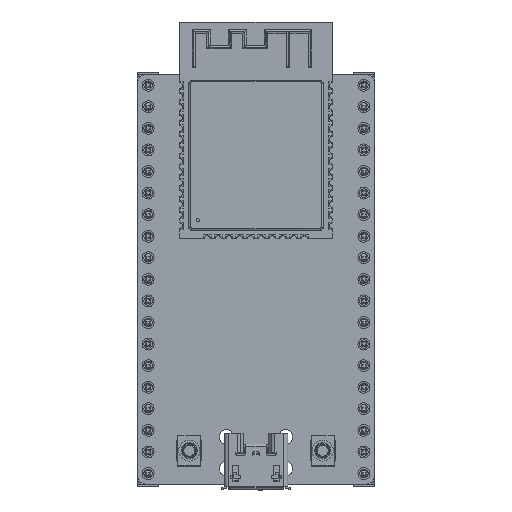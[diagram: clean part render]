
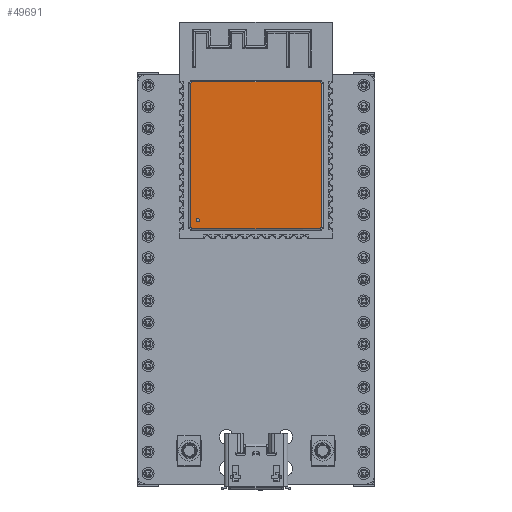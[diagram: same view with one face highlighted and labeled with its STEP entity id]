
A CAD part, top view. The second image highlights one B-rep face of the part: STEP entity #49691.
In plain terms, the highlighted face is planar.
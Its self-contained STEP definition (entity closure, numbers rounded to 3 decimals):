
#725=FACE_BOUND('',#7147,.T.);
#1363=PLANE('',#53177);
#4066=FACE_OUTER_BOUND('',#7146,.T.);
#7146=EDGE_LOOP('',(#37828,#37829,#37830,#37831,#37832,#37833,#37834,#37835));
#7147=EDGE_LOOP('',(#37836));
#10880=LINE('',#73045,#17202);
#10881=LINE('',#73046,#17203);
#10882=LINE('',#73048,#17204);
#10883=LINE('',#73052,#17205);
#17202=VECTOR('',#59249,1000.);
#17203=VECTOR('',#59250,1000.);
#17204=VECTOR('',#59251,1000.);
#17205=VECTOR('',#59254,1000.);
#22441=CIRCLE('',#53169,0.15);
#22443=CIRCLE('',#53172,0.15);
#22446=CIRCLE('',#53176,0.2);
#22447=CIRCLE('',#53178,0.15);
#22448=CIRCLE('',#53179,0.15);
#23968=VERTEX_POINT('',#73012);
#23969=VERTEX_POINT('',#73013);
#23974=VERTEX_POINT('',#73025);
#23975=VERTEX_POINT('',#73026);
#23981=VERTEX_POINT('',#73040);
#23982=VERTEX_POINT('',#73044);
#23983=VERTEX_POINT('',#73047);
#23984=VERTEX_POINT('',#73049);
#23985=VERTEX_POINT('',#73051);
#29031=EDGE_CURVE('',#23968,#23969,#22441,.T.);
#29037=EDGE_CURVE('',#23974,#23975,#22443,.T.);
#29045=EDGE_CURVE('',#23981,#23981,#22446,.T.);
#29046=EDGE_CURVE('',#23969,#23982,#10880,.T.);
#29047=EDGE_CURVE('',#23975,#23968,#10881,.T.);
#29048=EDGE_CURVE('',#23983,#23974,#10882,.T.);
#29049=EDGE_CURVE('',#23984,#23983,#22447,.T.);
#29050=EDGE_CURVE('',#23985,#23984,#10883,.T.);
#29051=EDGE_CURVE('',#23982,#23985,#22448,.T.);
#37828=ORIENTED_EDGE('',*,*,#29046,.F.);
#37829=ORIENTED_EDGE('',*,*,#29031,.F.);
#37830=ORIENTED_EDGE('',*,*,#29047,.F.);
#37831=ORIENTED_EDGE('',*,*,#29037,.F.);
#37832=ORIENTED_EDGE('',*,*,#29048,.F.);
#37833=ORIENTED_EDGE('',*,*,#29049,.F.);
#37834=ORIENTED_EDGE('',*,*,#29050,.F.);
#37835=ORIENTED_EDGE('',*,*,#29051,.F.);
#37836=ORIENTED_EDGE('',*,*,#29045,.F.);
#49691=ADVANCED_FACE('',(#4066,#725),#1363,.F.);
#53169=AXIS2_PLACEMENT_3D('',#73014,#59222,#59223);
#53172=AXIS2_PLACEMENT_3D('',#73027,#59232,#59233);
#53176=AXIS2_PLACEMENT_3D('',#73042,#59245,#59246);
#53177=AXIS2_PLACEMENT_3D('',#73043,#59247,#59248);
#53178=AXIS2_PLACEMENT_3D('',#73050,#59252,#59253);
#53179=AXIS2_PLACEMENT_3D('',#73053,#59255,#59256);
#59222=DIRECTION('center_axis',(0.,1.,0.));
#59223=DIRECTION('ref_axis',(0.,0.,-1.));
#59232=DIRECTION('center_axis',(0.,1.,0.));
#59233=DIRECTION('ref_axis',(0.,0.,-1.));
#59245=DIRECTION('center_axis',(0.,1.,0.));
#59246=DIRECTION('ref_axis',(0.,0.,1.));
#59247=DIRECTION('center_axis',(0.,-1.,0.));
#59248=DIRECTION('ref_axis',(0.,0.,-1.));
#59249=DIRECTION('',(0.,0.,-1.));
#59250=DIRECTION('',(-1.,0.,0.));
#59251=DIRECTION('',(0.,0.,1.));
#59252=DIRECTION('center_axis',(0.,1.,0.));
#59253=DIRECTION('ref_axis',(0.,0.,-1.));
#59254=DIRECTION('',(1.,0.,0.));
#59255=DIRECTION('center_axis',(0.,1.,0.));
#59256=DIRECTION('ref_axis',(0.,0.,-1.));
#73012=CARTESIAN_POINT('',(-7.581,3.25,11.6));
#73013=CARTESIAN_POINT('',(-7.75,3.25,11.431));
#73014=CARTESIAN_POINT('Origin',(-7.729,3.25,11.579));
#73025=CARTESIAN_POINT('',(7.75,3.25,11.431));
#73026=CARTESIAN_POINT('',(7.581,3.25,11.6));
#73027=CARTESIAN_POINT('Origin',(7.729,3.25,11.579));
#73040=CARTESIAN_POINT('',(-6.846,3.25,10.395));
#73042=CARTESIAN_POINT('Origin',(-6.846,3.25,10.595));
#73043=CARTESIAN_POINT('Origin',(0.,3.25,0.));
#73044=CARTESIAN_POINT('',(-7.75,3.25,-5.531));
#73045=CARTESIAN_POINT('',(-7.75,3.25,0.));
#73046=CARTESIAN_POINT('',(0.,3.25,11.6));
#73047=CARTESIAN_POINT('',(7.75,3.25,-5.531));
#73048=CARTESIAN_POINT('',(7.75,3.25,0.));
#73049=CARTESIAN_POINT('',(7.581,3.25,-5.7));
#73050=CARTESIAN_POINT('Origin',(7.729,3.25,-5.679));
#73051=CARTESIAN_POINT('',(-7.581,3.25,-5.7));
#73052=CARTESIAN_POINT('',(0.,3.25,-5.7));
#73053=CARTESIAN_POINT('Origin',(-7.729,3.25,-5.679));
